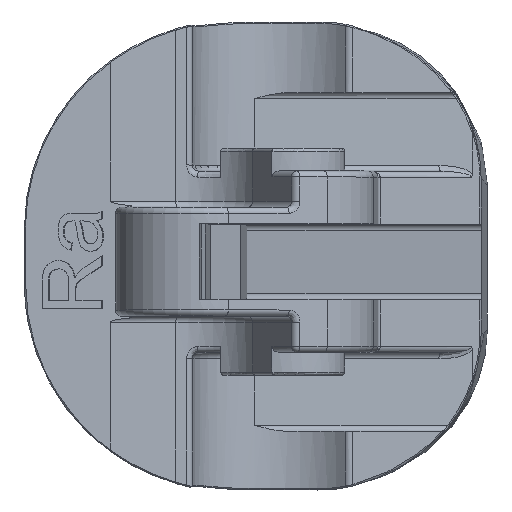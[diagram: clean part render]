
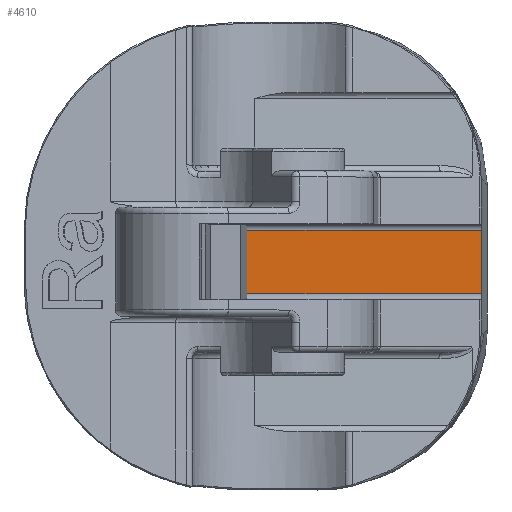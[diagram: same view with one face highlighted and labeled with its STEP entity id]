
A CAD part, top view. The second image highlights one B-rep face of the part: STEP entity #4610.
In plain terms, the highlighted planar face has unit normal (-0.052, 0, 0.999).
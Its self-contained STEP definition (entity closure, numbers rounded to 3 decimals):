
#340=PLANE('',#4943);
#608=FACE_OUTER_BOUND('',#887,.T.);
#887=EDGE_LOOP('',(#4187,#4188,#4189,#4190));
#1134=LINE('',#9514,#1413);
#1141=LINE('',#9611,#1420);
#1144=LINE('',#9616,#1423);
#1167=LINE('',#11262,#1446);
#1413=VECTOR('',#5580,10.);
#1420=VECTOR('',#5599,10.);
#1423=VECTOR('',#5604,10.);
#1446=VECTOR('',#5833,10.);
#2026=VERTEX_POINT('',#9511);
#2027=VERTEX_POINT('',#9513);
#2034=VERTEX_POINT('',#9568);
#2037=VERTEX_POINT('',#9573);
#2645=EDGE_CURVE('',#2027,#2026,#1134,.T.);
#2658=EDGE_CURVE('',#2034,#2037,#1141,.T.);
#2661=EDGE_CURVE('',#2034,#2026,#1144,.T.);
#2802=EDGE_CURVE('',#2037,#2027,#1167,.T.);
#4187=ORIENTED_EDGE('',*,*,#2645,.T.);
#4188=ORIENTED_EDGE('',*,*,#2661,.F.);
#4189=ORIENTED_EDGE('',*,*,#2658,.T.);
#4190=ORIENTED_EDGE('',*,*,#2802,.T.);
#4610=ADVANCED_FACE('',(#608),#340,.T.);
#4943=AXIS2_PLACEMENT_3D('',#11343,#5856,#5857);
#5580=DIRECTION('',(-0.999,0.,-0.052));
#5599=DIRECTION('',(0.999,0.,0.052));
#5604=DIRECTION('',(0.,1.,0.));
#5833=DIRECTION('',(0.,1.,0.));
#5856=DIRECTION('center_axis',(-0.052,0.,0.999));
#5857=DIRECTION('ref_axis',(-0.999,0.,-0.052));
#9511=CARTESIAN_POINT('',(0.202,1.05,-62.451));
#9513=CARTESIAN_POINT('',(7.965,1.05,-62.044));
#9514=CARTESIAN_POINT('',(7.302,1.05,-62.079));
#9568=CARTESIAN_POINT('',(0.202,-1.05,-62.451));
#9573=CARTESIAN_POINT('',(7.965,-1.05,-62.044));
#9611=CARTESIAN_POINT('',(7.302,-1.05,-62.079));
#9616=CARTESIAN_POINT('',(0.202,0.,-62.451));
#11262=CARTESIAN_POINT('',(7.965,0.,-62.044));
#11343=CARTESIAN_POINT('Origin',(10.001,0.,-61.938));
